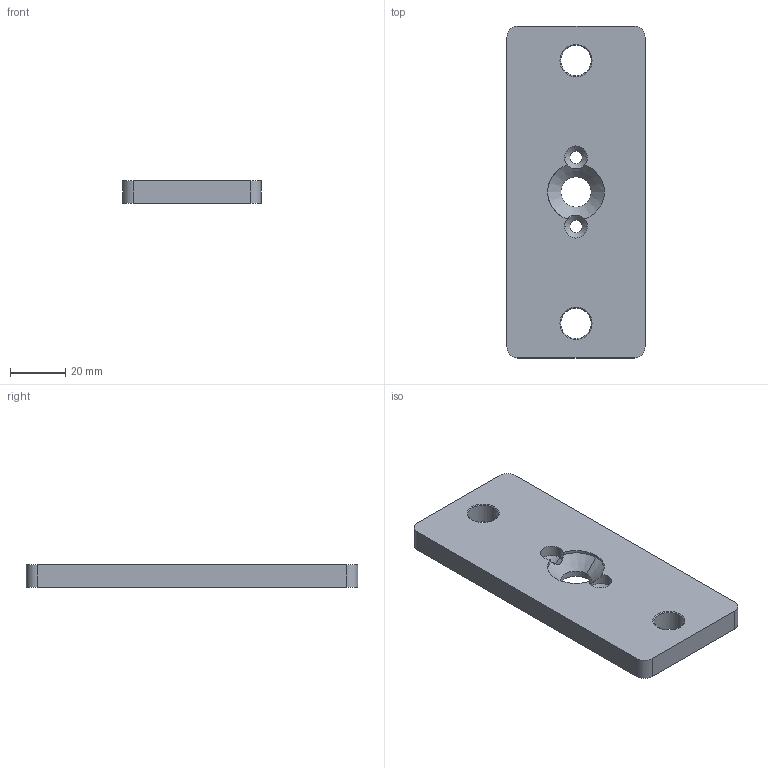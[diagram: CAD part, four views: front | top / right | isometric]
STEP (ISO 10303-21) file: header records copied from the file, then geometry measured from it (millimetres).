
FILE_DESCRIPTION (( 'STEP AP214' ), '1' );
FILE_NAME ('FG_BP120x50x8-R7016.STEP', '2024-11-11T14:04:21', ( '' ), ( '' ), 'SwSTEP 2.0', 'SolidWorks 2019', '' );
FILE_SCHEMA (( 'AUTOMOTIVE_DESIGN' ));
Length unit declared in the file: millimetre
Products named in the file (1): FG_BP120x50x8-R7016
Bounding box: 50 x 120 x 8 mm (x, y, z)
Volume: 44261.5 mm3; surface area: 15023.5 mm2
Topology: 1 solids, 1 shells, 41 faces, 104 edges, 63 vertices
Faces by surface type: cylinder 21, cone 14, plane 6
Entity records: 1331 total; most frequent: CARTESIAN_POINT 251, DIRECTION 239, ORIENTED_EDGE 208, EDGE_CURVE 104, AXIS2_PLACEMENT_3D 95, VERTEX_POINT 63, CIRCLE 53, LINE 49
